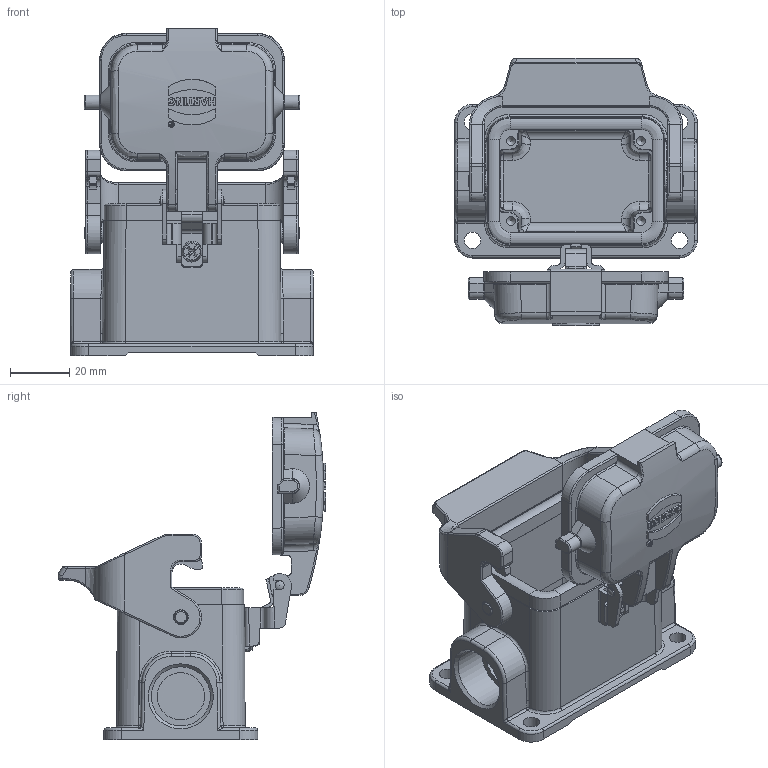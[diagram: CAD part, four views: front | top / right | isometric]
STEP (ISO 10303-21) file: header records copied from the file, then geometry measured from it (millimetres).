
FILE_DESCRIPTION(/* description */ (''),/* implementation_level */ '2;1');
FILE_NAME(/* name */ '100094978ugm000_d.stp',/* time_stamp */ '2017-09-28T15:57:36+02:00',/* author */ (''),/* organization */ (''),/* preprocessor_version */ 'ST-DEVELOPER v16',/* originating_system */ 'SIEMENS PLM Software NX 10.0',/* authorisation */ '');
FILE_SCHEMA (('AUTOMOTIVE_DESIGN { 1 0 10303 214 3 1 1 1 }'));
Length unit declared in the file: millimetre
Products named in the file (1): 100094978ugm000_d
Bounding box: 82 x 90.55 x 110.79 mm (x, y, z)
Volume: 90191.6 mm3; surface area: 51315.4 mm2
Topology: 3 solids, 3 shells, 937 faces, 3134 edges, 2887 vertices
Faces by surface type: plane 371, cylinder 287, bspline 191, cone 38, torus 24, extrusion 18, sphere 8
Full cylindrical faces by diameter (mm): 1.76 x1, 2.08 x1, 3 x6, 4 x3, 4.8 x2, 5.1 x2, 5.6 x4, 7 x3, 16 x1, 18.6 x1, 20 x1
Entity records: 45206 total; most frequent: CARTESIAN_POINT 14943, ORIENTED_EDGE 4666, DIRECTION 4249, EDGE_CURVE 2333, VERTEX_POINT 1482, AXIS2_PLACEMENT_3D 1452, PRESENTATION_STYLE_ASSIGNMENT 1401, VECTOR 1345
